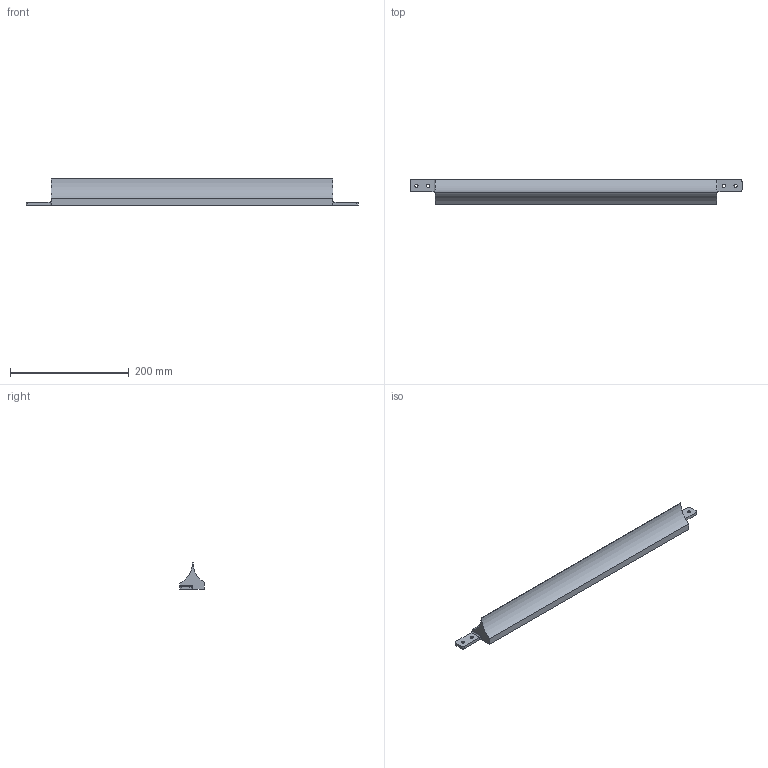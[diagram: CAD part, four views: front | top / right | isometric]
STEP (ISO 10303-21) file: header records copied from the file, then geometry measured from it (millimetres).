
FILE_DESCRIPTION(/* description */ (''),/* implementation_level */ '2;1');
FILE_NAME(/* name */ '1-Peeler v2 v3.step',/* time_stamp */ '2019-09-14T12:46:33-04:00',/* author */ (''),/* organization */ (''),/* preprocessor_version */ 'ST-DEVELOPER v18',/* originating_system */ 'Autodesk Translation Framework v8.6.0.1094',/* authorisation */ '');
FILE_SCHEMA (('AP203_CONFIGURATION_CONTROLLED_3D_DESIGN_OF_MECHANICAL_PARTS_AND_ASSEMBLIES_MIM_LF { 1 0 10303 203 3 1 4 }','AUTOMOTIVE_DESIGN { 1 0 10303 214 3 1 1 }'));
Length unit declared in the file: millimetre
Products named in the file (1): 1-Peeler v2
Bounding box: 560 x 41.4 x 45 mm (x, y, z)
Volume: 426004.3 mm3; surface area: 75995.3 mm2
Topology: 1 solids, 1 shells, 36 faces, 90 edges, 60 vertices
Faces by surface type: cylinder 20, plane 16
Full cylindrical faces by diameter (mm): 5.5 x4, 10 x4
Entity records: 1150 total; most frequent: DIRECTION 204, CARTESIAN_POINT 187, ORIENTED_EDGE 180, EDGE_CURVE 90, AXIS2_PLACEMENT_3D 77, VERTEX_POINT 60, LINE 50, VECTOR 50
